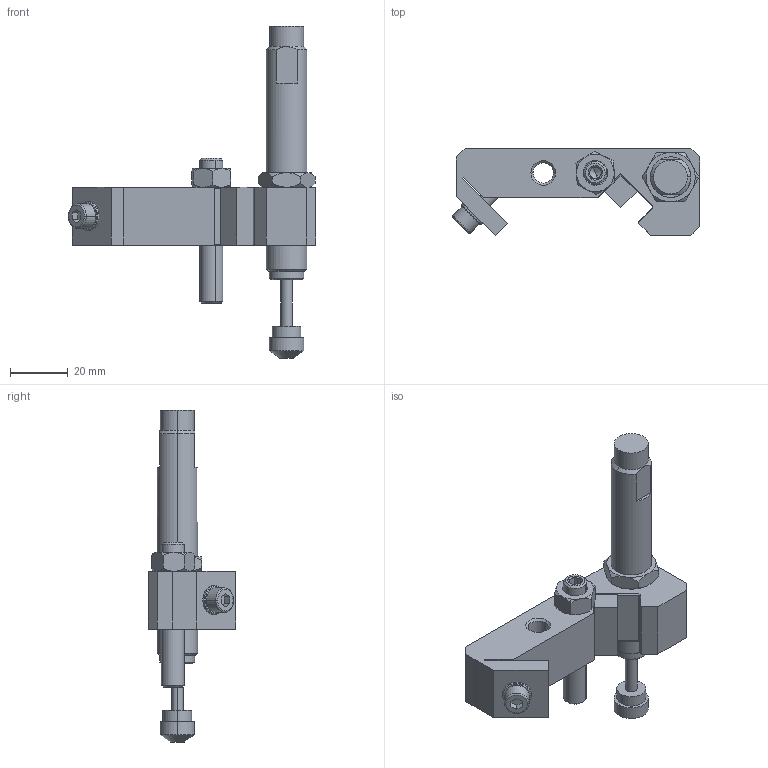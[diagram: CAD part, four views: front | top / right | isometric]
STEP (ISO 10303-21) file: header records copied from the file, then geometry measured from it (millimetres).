
FILE_DESCRIPTION(( 'AS-32A.STEP' ), '1');
FILE_NAME( 'AS-32A.STEP', '2021-05-17T09:48:09',( 'Sopra'),('sopra-pneumatic.com'), 'SwSTEP 2.0','SolidWorks 2009','' );
FILE_SCHEMA (( 'CONFIG_CONTROL_DESIGN' ));
Length unit declared in the file: millimetre
Products named in the file (6): Kontermutter M14x1,5; 1328-0000_Modell_AS 32 verstellbar; Mutter M8 DIN 934; Gewindestift M8x50; 1328-0000 Modell_Halter AS 32; SC 190 EUM_Sto�d�mpfer
Assembly tree (5 placements, depth 2):
  1328-0000_Modell_AS 32 verstellbar
    1328-0000 Modell_Halter AS 32
    Gewindestift M8x50
    Mutter M8 DIN 934
    Kontermutter M14x1,5
    SC 190 EUM_Sto�d�mpfer
Bounding box: 85.38 x 30.17 x 114.7 mm (x, y, z)
Volume: 48832 mm3; surface area: 18429.7 mm2
Topology: 5 solids, 7 shells, 225 faces, 517 edges, 314 vertices
Faces by surface type: plane 103, cone 75, cylinder 43, torus 2, bspline 2
Entity records: 7273 total; most frequent: CARTESIAN_POINT 1576, DIRECTION 1086, ORIENTED_EDGE 1026, EDGE_CURVE 513, AXIS2_PLACEMENT_3D 411, VERTEX_POINT 314, VECTOR 264, LINE 264
